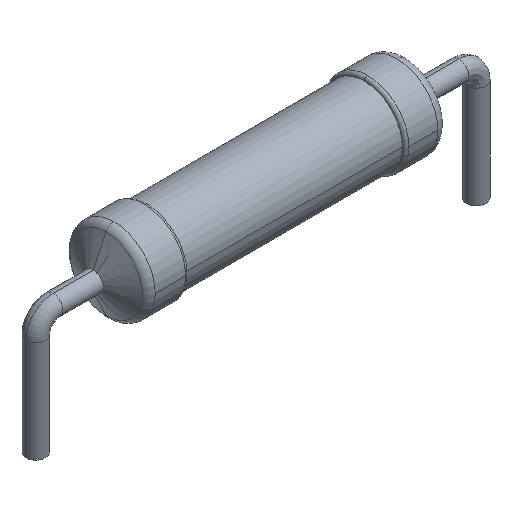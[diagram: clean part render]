
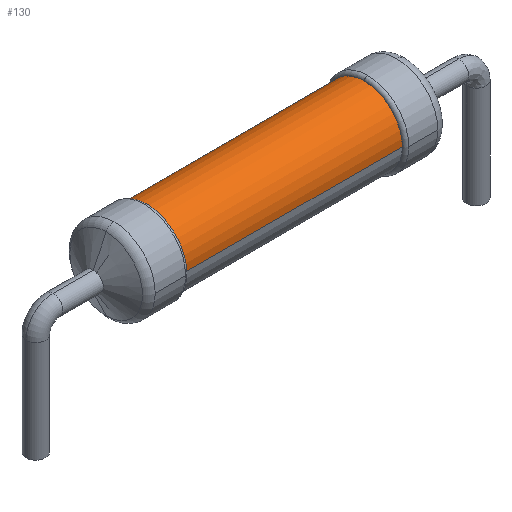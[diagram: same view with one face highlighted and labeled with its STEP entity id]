
A CAD part, isometric view. The second image highlights one B-rep face of the part: STEP entity #130.
In plain terms, the highlighted cylindrical face has radius 1.75 mm (diameter 3.5 mm), a partial arc.
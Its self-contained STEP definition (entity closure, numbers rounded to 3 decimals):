
#70=CARTESIAN_POINT('',(5.0,1.75,1.9));
#71=VERTEX_POINT('',#70);
#72=CARTESIAN_POINT('',(-5.0,1.75,1.9));
#73=VERTEX_POINT('',#72);
#74=CARTESIAN_POINT('',(5.0,1.75,1.9));
#75=DIRECTION('',(-1.0,0.0,0.0));
#76=VECTOR('',#75,10.0);
#77=LINE('',#74,#76);
#78=EDGE_CURVE('',#71,#73,#77,.T.);
#80=CARTESIAN_POINT('',(5.0,-1.75,1.9));
#81=VERTEX_POINT('',#80);
#89=CARTESIAN_POINT('',(-5.0,-1.75,1.9));
#90=VERTEX_POINT('',#89);
#91=CARTESIAN_POINT('',(5.0,-1.75,1.9));
#92=DIRECTION('',(-1.0,0.0,0.0));
#93=VECTOR('',#92,10.0);
#94=LINE('',#91,#93);
#95=EDGE_CURVE('',#81,#90,#94,.T.);
#107=CARTESIAN_POINT('',(-5.0,0.0,1.9));
#108=DIRECTION('',(1.0,0.0,0.));
#109=DIRECTION('',(0.0,1.0,0.0));
#110=AXIS2_PLACEMENT_3D('',#107,#108,#109);
#111=CYLINDRICAL_SURFACE('',#110,1.75);
#112=ORIENTED_EDGE('',*,*,#78,.T.);
#113=CARTESIAN_POINT('',(-5.0,0.0,1.9));
#114=DIRECTION('',(1.0,0.0,0.0));
#115=DIRECTION('',(0.0,1.0,0.0));
#116=AXIS2_PLACEMENT_3D('',#113,#114,#115);
#117=CIRCLE('',#116,1.75);
#118=EDGE_CURVE('',#73,#90,#117,.T.);
#119=ORIENTED_EDGE('',*,*,#118,.T.);
#120=ORIENTED_EDGE('',*,*,#95,.F.);
#121=CARTESIAN_POINT('',(5.0,0.0,1.9));
#122=DIRECTION('',(-1.0,0.0,0.0));
#123=DIRECTION('',(0.0,1.0,0.0));
#124=AXIS2_PLACEMENT_3D('',#121,#122,#123);
#125=CIRCLE('',#124,1.75);
#126=EDGE_CURVE('',#81,#71,#125,.T.);
#127=ORIENTED_EDGE('',*,*,#126,.T.);
#128=EDGE_LOOP('',(#112,#119,#120,#127));
#129=FACE_OUTER_BOUND('',#128,.T.);
#130=ADVANCED_FACE('',(#129),#111,.T.);
